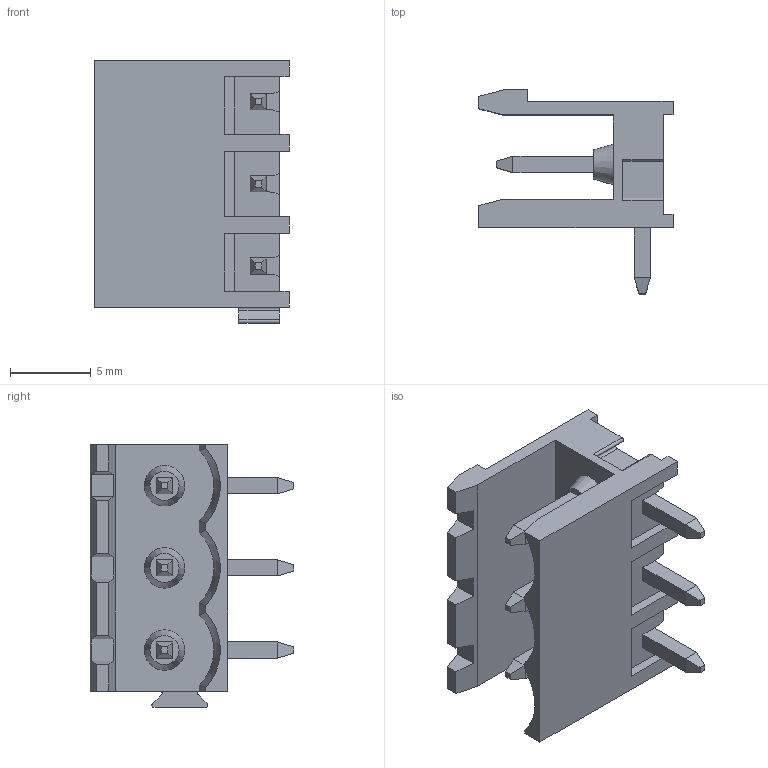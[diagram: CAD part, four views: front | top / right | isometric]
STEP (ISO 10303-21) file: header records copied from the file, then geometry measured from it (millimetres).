
FILE_DESCRIPTION(('STEP AP214'),'1');
FILE_NAME('PV03-5,08-H-M.stp','2019-09-18T07:31:34',(' '),(' '),'Spatial InterOp 3D',' ',' ');
FILE_SCHEMA(('automotive_design'));
Length unit declared in the file: metre
Products named in the file (1): 1
Bounding box: 12 x 12.6 x 16.24 mm (x, y, z)
Volume: 654 mm3; surface area: 1168.4 mm2
Topology: 1 solids, 1 shells, 188 faces, 492 edges, 312 vertices
Faces by surface type: plane 168, cylinder 14, cone 6
Entity records: 7141 total; most frequent: CARTESIAN_POINT 1008, ORIENTED_EDGE 978, DIRECTION 898, EDGE_CURVE 489, LINE 446, VECTOR 446, VERTEX_POINT 312, AXIS2_PLACEMENT_3D 226
